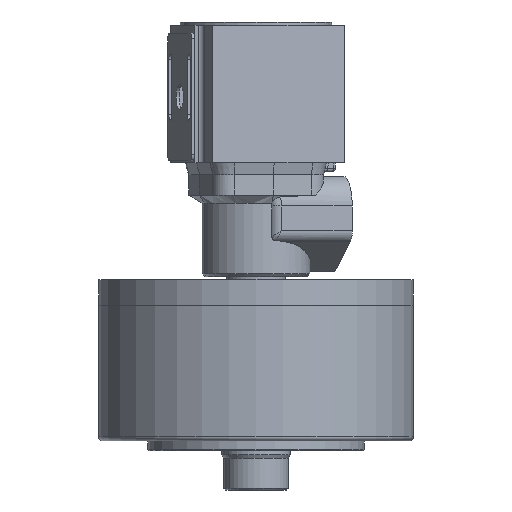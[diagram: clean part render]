
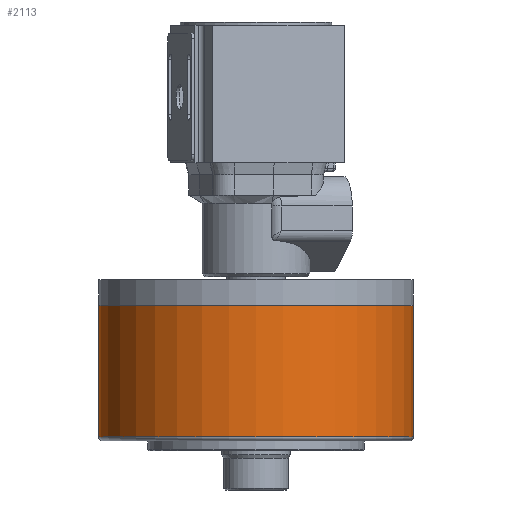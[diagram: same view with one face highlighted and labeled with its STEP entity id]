
A CAD part, front view. The second image highlights one B-rep face of the part: STEP entity #2113.
In plain terms, the highlighted cylindrical face has radius 80 mm (diameter 160 mm), a partial arc.
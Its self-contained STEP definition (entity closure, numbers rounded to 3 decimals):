
#774 = EDGE_LOOP ( 'NONE', ( #1468, #4482, #4066, #2416 ) ) ;
#1468 = ORIENTED_EDGE ( 'NONE', *, *, #8197, .T. ) ;
#1496 = CIRCLE ( 'NONE', #13283, 80. ) ;
#1726 = VERTEX_POINT ( 'NONE', #3567 ) ;
#2113 = ADVANCED_FACE ( 'NONE', ( #12462 ), #6626, .T. ) ;
#2152 = VERTEX_POINT ( 'NONE', #13679 ) ;
#2288 = CARTESIAN_POINT ( 'NONE',  ( 0., 0., -67. ) ) ;
#2416 = ORIENTED_EDGE ( 'NONE', *, *, #14134, .F. ) ;
#2939 = EDGE_CURVE ( 'NONE', #2152, #1726, #7108, .T. ) ;
#3416 = DIRECTION ( 'NONE',  ( 1., 0., 0. ) ) ;
#3567 = CARTESIAN_POINT ( 'NONE',  ( -80., 0., -0.3 ) ) ;
#3622 = CARTESIAN_POINT ( 'NONE',  ( 80., 0., -0.3 ) ) ;
#3767 = DIRECTION ( 'NONE',  ( 0., 0., 1. ) ) ;
#3804 = CARTESIAN_POINT ( 'NONE',  ( 80., 0., 0. ) ) ;
#3854 = AXIS2_PLACEMENT_3D ( 'NONE', #13616, #3767, #11435 ) ;
#4066 = ORIENTED_EDGE ( 'NONE', *, *, #9074, .T. ) ;
#4281 = DIRECTION ( 'NONE',  ( 0., 0., -1. ) ) ;
#4482 = ORIENTED_EDGE ( 'NONE', *, *, #2939, .T. ) ;
#4882 = CIRCLE ( 'NONE', #6010, 80. ) ;
#5379 = CARTESIAN_POINT ( 'NONE',  ( 80., 0., -67. ) ) ;
#6010 = AXIS2_PLACEMENT_3D ( 'NONE', #2288, #9954, #3416 ) ;
#6626 = CYLINDRICAL_SURFACE ( 'NONE', #3854, 80. ) ;
#7108 = LINE ( 'NONE', #7722, #9689 ) ;
#7569 = VERTEX_POINT ( 'NONE', #5379 ) ;
#7722 = CARTESIAN_POINT ( 'NONE',  ( -80., 0., 0. ) ) ;
#8197 = EDGE_CURVE ( 'NONE', #7569, #2152, #4882, .T. ) ;
#9074 = EDGE_CURVE ( 'NONE', #1726, #10884, #1496, .T. ) ;
#9483 = VECTOR ( 'NONE', #10372, 1000. ) ;
#9689 = VECTOR ( 'NONE', #11073, 1000. ) ;
#9834 = LINE ( 'NONE', #3804, #9483 ) ;
#9954 = DIRECTION ( 'NONE',  ( 0., 0., 1. ) ) ;
#10372 = DIRECTION ( 'NONE',  ( 0., 0., 1. ) ) ;
#10838 = CARTESIAN_POINT ( 'NONE',  ( 0., 0., -0.3 ) ) ;
#10884 = VERTEX_POINT ( 'NONE', #3622 ) ;
#11073 = DIRECTION ( 'NONE',  ( 0., 0., 1. ) ) ;
#11435 = DIRECTION ( 'NONE',  ( 1., 0., 0. ) ) ;
#11940 = DIRECTION ( 'NONE',  ( 1., 0., 0. ) ) ;
#12462 = FACE_OUTER_BOUND ( 'NONE', #774, .T. ) ;
#13283 = AXIS2_PLACEMENT_3D ( 'NONE', #10838, #4281, #11940 ) ;
#13616 = CARTESIAN_POINT ( 'NONE',  ( 0., 0., 0. ) ) ;
#13679 = CARTESIAN_POINT ( 'NONE',  ( -80., 0., -67. ) ) ;
#14134 = EDGE_CURVE ( 'NONE', #7569, #10884, #9834, .T. ) ;
